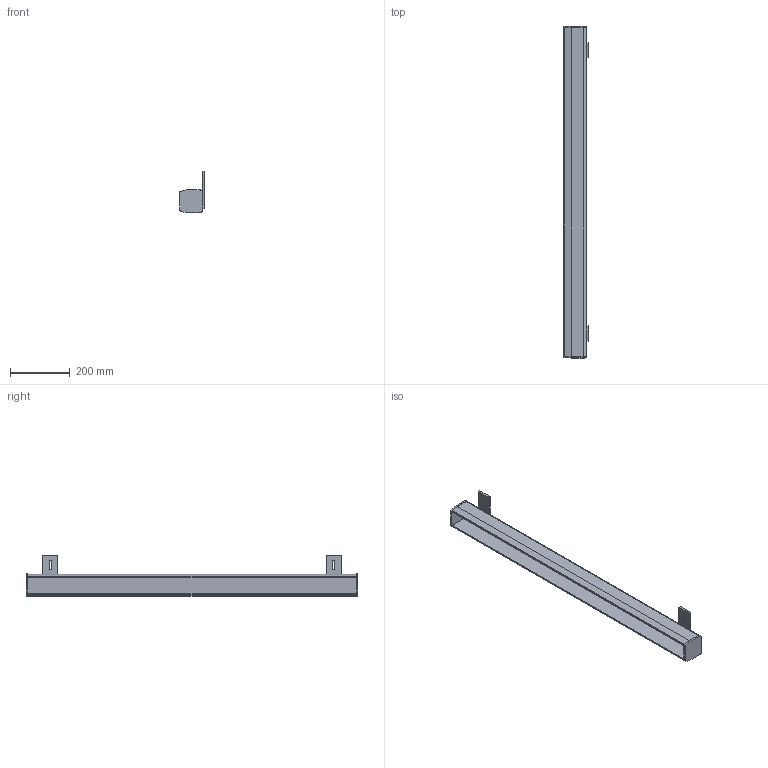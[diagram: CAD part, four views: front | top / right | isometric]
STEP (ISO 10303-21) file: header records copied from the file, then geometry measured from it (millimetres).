
FILE_DESCRIPTION(/* description */ ('FENCE MOUNT LIGHT SCREEN GUARD'),/* implementation_level */ '2;1');
FILE_NAME(/* name */ 'FM-900-040.stp',/* time_stamp */ '2020-01-15T19:45:47-05:00',/* author */ ('E&E CP'),/* organization */ (''),/* preprocessor_version */ 'ST-DEVELOPER v17',/* originating_system */ 'Autodesk Inventor 2018',/* authorisation */ '');
FILE_SCHEMA (('AUTOMOTIVE_DESIGN { 1 0 10303 214 3 1 1 }'));
Length unit declared in the file: millimetre
Products named in the file (4): FM-900-040; TLG900; TLMB50; TLC19
Assembly tree (5 placements, depth 2):
  FM-900-040
    TLG900
    TLMB50  x2
    TLC19  x2
Bounding box: 81.95 x 1112.7 x 138.1 mm (x, y, z)
Volume: 2237352.2 mm3; surface area: 513009.4 mm2
Topology: 5 solids, 5 shells, 64 faces, 166 edges, 112 vertices
Faces by surface type: plane 40, cylinder 24
Full cylindrical faces by diameter (mm): 6.5 x4
Entity records: 1417 total; most frequent: DIRECTION 232, CARTESIAN_POINT 223, ORIENTED_EDGE 208, EDGE_CURVE 104, AXIS2_PLACEMENT_3D 79, LINE 74, VECTOR 74, VERTEX_POINT 70
